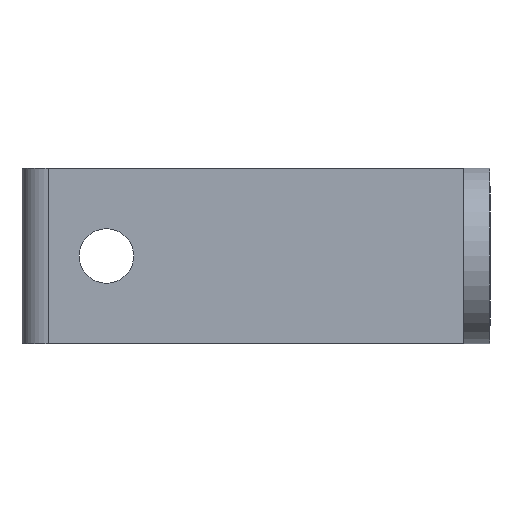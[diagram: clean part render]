
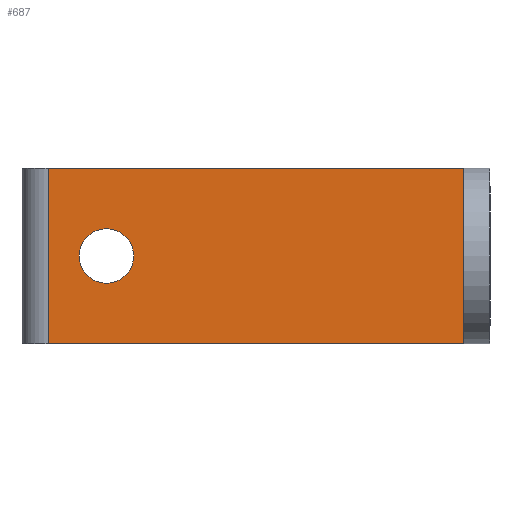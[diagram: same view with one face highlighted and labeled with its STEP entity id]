
A CAD part, left-side view. The second image highlights one B-rep face of the part: STEP entity #687.
In plain terms, the highlighted planar face has unit normal (-1, 0, 0).
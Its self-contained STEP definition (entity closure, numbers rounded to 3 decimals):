
#46 = VERTEX_POINT ( 'NONE', #715 ) ;
#47 = EDGE_CURVE ( 'NONE', #616, #696, #898, .T. ) ;
#69 = CARTESIAN_POINT ( 'NONE',  ( -11.5, 1.5, 0. ) ) ;
#92 = DIRECTION ( 'NONE',  ( 0., 0., 1. ) ) ;
#107 = FACE_BOUND ( 'NONE', #471, .T. ) ;
#109 = ORIENTED_EDGE ( 'NONE', *, *, #349, .T. ) ;
#137 = ORIENTED_EDGE ( 'NONE', *, *, #421, .T. ) ;
#254 = EDGE_LOOP ( 'NONE', ( #603, #137, #800, #109 ) ) ;
#259 = VERTEX_POINT ( 'NONE', #339 ) ;
#263 = LINE ( 'NONE', #817, #365 ) ;
#265 = CARTESIAN_POINT ( 'NONE',  ( -11.5, 1.5, 10. ) ) ;
#301 = CARTESIAN_POINT ( 'NONE',  ( -11.5, 21.8, 5. ) ) ;
#307 = LINE ( 'NONE', #69, #640 ) ;
#339 = CARTESIAN_POINT ( 'NONE',  ( -11.5, 1.5, 10. ) ) ;
#349 = EDGE_CURVE ( 'NONE', #449, #743, #263, .T. ) ;
#362 = CARTESIAN_POINT ( 'NONE',  ( -11.5, 21.8, 6.55 ) ) ;
#365 = VECTOR ( 'NONE', #466, 1000. ) ;
#366 = DIRECTION ( 'NONE',  ( 1., 0., 0. ) ) ;
#382 = DIRECTION ( 'NONE',  ( 0., -1., 0. ) ) ;
#385 = ORIENTED_EDGE ( 'NONE', *, *, #788, .T. ) ;
#419 = VECTOR ( 'NONE', #822, 1000. ) ;
#421 = EDGE_CURVE ( 'NONE', #46, #259, #700, .T. ) ;
#449 = VERTEX_POINT ( 'NONE', #752 ) ;
#466 = DIRECTION ( 'NONE',  ( 0., 0., -1. ) ) ;
#467 = EDGE_CURVE ( 'NONE', #46, #743, #307, .T. ) ;
#471 = EDGE_LOOP ( 'NONE', ( #385, #609 ) ) ;
#507 = CARTESIAN_POINT ( 'NONE',  ( -11.5, 0., 10. ) ) ;
#557 = AXIS2_PLACEMENT_3D ( 'NONE', #723, #366, #783 ) ;
#577 = AXIS2_PLACEMENT_3D ( 'NONE', #507, #844, #846 ) ;
#579 = FACE_OUTER_BOUND ( 'NONE', #254, .T. ) ;
#603 = ORIENTED_EDGE ( 'NONE', *, *, #467, .F. ) ;
#609 = ORIENTED_EDGE ( 'NONE', *, *, #47, .T. ) ;
#616 = VERTEX_POINT ( 'NONE', #781 ) ;
#640 = VECTOR ( 'NONE', #834, 1000. ) ;
#655 = CARTESIAN_POINT ( 'NONE',  ( -11.5, 1.5, 10. ) ) ;
#687 = ADVANCED_FACE ( 'NONE', ( #579, #107 ), #777, .T. ) ;
#696 = VERTEX_POINT ( 'NONE', #362 ) ;
#700 = LINE ( 'NONE', #265, #419 ) ;
#710 = CARTESIAN_POINT ( 'NONE',  ( -11.5, 25.1, 0. ) ) ;
#715 = CARTESIAN_POINT ( 'NONE',  ( -11.5, 1.5, 0. ) ) ;
#723 = CARTESIAN_POINT ( 'NONE',  ( -11.5, 21.8, 5. ) ) ;
#743 = VERTEX_POINT ( 'NONE', #710 ) ;
#752 = CARTESIAN_POINT ( 'NONE',  ( -11.5, 25.1, 10. ) ) ;
#777 = PLANE ( 'NONE',  #577 ) ;
#781 = CARTESIAN_POINT ( 'NONE',  ( -11.5, 21.8, 3.45 ) ) ;
#783 = DIRECTION ( 'NONE',  ( 0., 0., 1. ) ) ;
#788 = EDGE_CURVE ( 'NONE', #696, #616, #845, .T. ) ;
#789 = DIRECTION ( 'NONE',  ( 1., 0., 0. ) ) ;
#800 = ORIENTED_EDGE ( 'NONE', *, *, #850, .F. ) ;
#802 = VECTOR ( 'NONE', #382, 1000. ) ;
#817 = CARTESIAN_POINT ( 'NONE',  ( -11.5, 25.1, 10. ) ) ;
#822 = DIRECTION ( 'NONE',  ( 0., 0., 1. ) ) ;
#834 = DIRECTION ( 'NONE',  ( 0., 1., 0. ) ) ;
#844 = DIRECTION ( 'NONE',  ( -1., 0., 0. ) ) ;
#845 = CIRCLE ( 'NONE', #906, 1.55 ) ;
#846 = DIRECTION ( 'NONE',  ( 0., -1., 0. ) ) ;
#850 = EDGE_CURVE ( 'NONE', #449, #259, #872, .T. ) ;
#872 = LINE ( 'NONE', #655, #802 ) ;
#898 = CIRCLE ( 'NONE', #557, 1.55 ) ;
#906 = AXIS2_PLACEMENT_3D ( 'NONE', #301, #789, #92 ) ;
